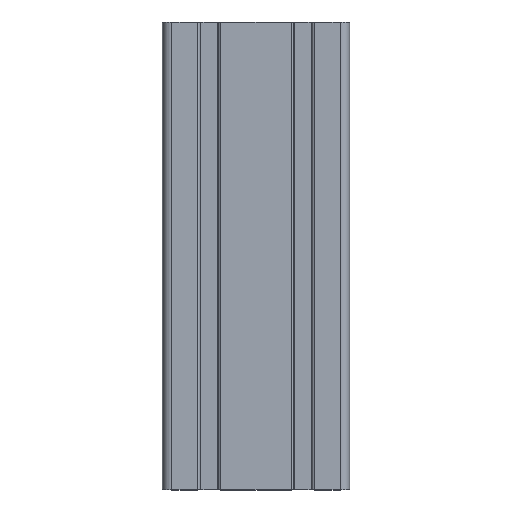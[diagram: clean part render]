
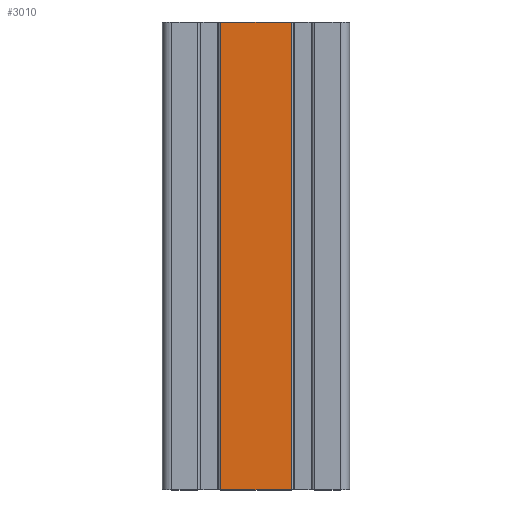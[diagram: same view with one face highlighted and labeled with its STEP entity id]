
A CAD part, top view. The second image highlights one B-rep face of the part: STEP entity #3010.
In plain terms, the highlighted planar face has unit normal (0, 0, 1).
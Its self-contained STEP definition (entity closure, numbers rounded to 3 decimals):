
#400 = LINE ( 'NONE', #3507, #4399 ) ;
#420 = PLANE ( 'NONE',  #5010 ) ;
#699 = CARTESIAN_POINT ( 'NONE',  ( 15., 0., 20. ) ) ;
#1051 = DIRECTION ( 'NONE',  ( 0., 0., 1. ) ) ;
#1835 = CARTESIAN_POINT ( 'NONE',  ( -15., 0., 20. ) ) ;
#1854 = ORIENTED_EDGE ( 'NONE', *, *, #5092, .T. ) ;
#2034 = EDGE_CURVE ( 'NONE', #5743, #7348, #400, .T. ) ;
#2360 = VERTEX_POINT ( 'NONE', #2466 ) ;
#2437 = VECTOR ( 'NONE', #3208, 1000. ) ;
#2466 = CARTESIAN_POINT ( 'NONE',  ( -15., 0., 20. ) ) ;
#2654 = CARTESIAN_POINT ( 'NONE',  ( 15., 0., 20. ) ) ;
#2774 = ORIENTED_EDGE ( 'NONE', *, *, #3152, .T. ) ;
#3010 = ADVANCED_FACE ( 'NONE', ( #6305 ), #420, .T. ) ;
#3152 = EDGE_CURVE ( 'NONE', #5743, #2360, #3288, .T. ) ;
#3208 = DIRECTION ( 'NONE',  ( 0., 1., 0. ) ) ;
#3288 = LINE ( 'NONE', #1835, #6100 ) ;
#3507 = CARTESIAN_POINT ( 'NONE',  ( 0., 200., 20. ) ) ;
#3716 = LINE ( 'NONE', #699, #2437 ) ;
#4075 = ORIENTED_EDGE ( 'NONE', *, *, #5032, .T. ) ;
#4399 = VECTOR ( 'NONE', #5296, 1000. ) ;
#4486 = DIRECTION ( 'NONE',  ( 1., 0., 0. ) ) ;
#4504 = EDGE_LOOP ( 'NONE', ( #1854, #4075, #7294, #2774 ) ) ;
#4625 = CARTESIAN_POINT ( 'NONE',  ( 15., 200., 20. ) ) ;
#5010 = AXIS2_PLACEMENT_3D ( 'NONE', #7217, #1051, #5961 ) ;
#5032 = EDGE_CURVE ( 'NONE', #7900, #7348, #3716, .T. ) ;
#5092 = EDGE_CURVE ( 'NONE', #2360, #7900, #7018, .T. ) ;
#5280 = VECTOR ( 'NONE', #4486, 1000. ) ;
#5296 = DIRECTION ( 'NONE',  ( 1., 0., 0. ) ) ;
#5503 = CARTESIAN_POINT ( 'NONE',  ( -15., 200., 20. ) ) ;
#5743 = VERTEX_POINT ( 'NONE', #5503 ) ;
#5961 = DIRECTION ( 'NONE',  ( 1., 0., 0. ) ) ;
#6100 = VECTOR ( 'NONE', #8027, 1000. ) ;
#6305 = FACE_OUTER_BOUND ( 'NONE', #4504, .T. ) ;
#7018 = LINE ( 'NONE', #7681, #5280 ) ;
#7217 = CARTESIAN_POINT ( 'NONE',  ( -15., 0., 20. ) ) ;
#7294 = ORIENTED_EDGE ( 'NONE', *, *, #2034, .F. ) ;
#7348 = VERTEX_POINT ( 'NONE', #4625 ) ;
#7681 = CARTESIAN_POINT ( 'NONE',  ( -15., 0., 20. ) ) ;
#7900 = VERTEX_POINT ( 'NONE', #2654 ) ;
#8027 = DIRECTION ( 'NONE',  ( 0., -1., 0. ) ) ;
